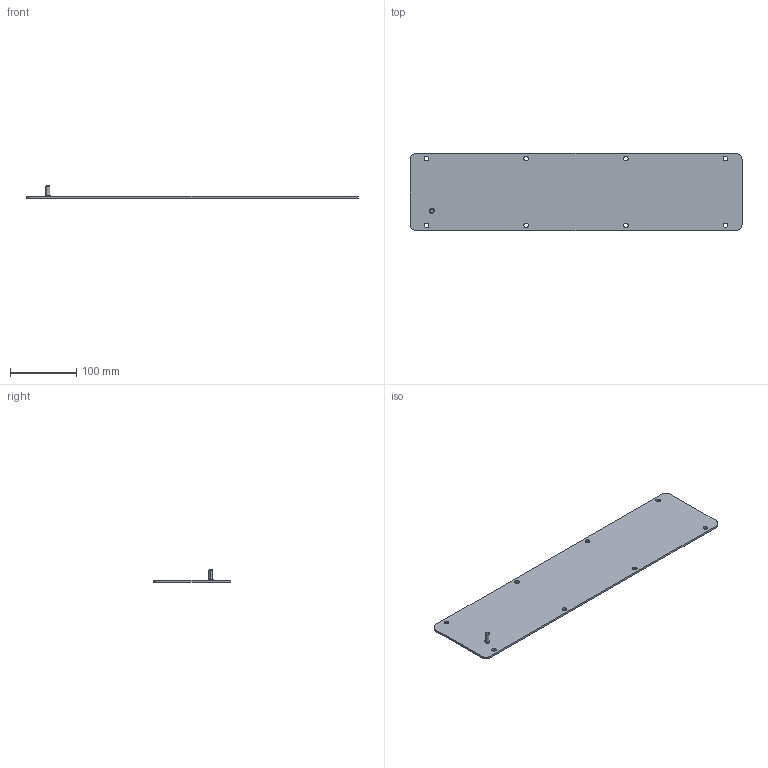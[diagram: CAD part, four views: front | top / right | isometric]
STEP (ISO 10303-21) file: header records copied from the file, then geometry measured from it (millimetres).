
FILE_DESCRIPTION(('CATIA V5R24 STEP','CAx-IF Rec.Pracs.--- Model Styling and Organization---1.2---2011-12-15'),'2;1');
FILE_NAME ('D1461611_0_2024040000_2024040000.stp','2018-02-08T12:52:41+00:00',('none'),('Weidmueller'),'CATIA Version 5-6 Release 2014 SP4 HF52','CATIA V5 STEP AP214','none');
FILE_SCHEMA(('AUTOMOTIVE_DESIGN { 1 0 10303 214 1 1 1 1 }'));
Length unit declared in the file: millimetre
Products named in the file (1): 2024040000
Bounding box: 502 x 117 x 19 mm (x, y, z)
Volume: 175486.9 mm3; surface area: 121171.3 mm2
Topology: 1 solids, 1 shells, 34 faces, 88 edges, 58 vertices
Faces by surface type: cylinder 24, plane 8, cone 2
Entity records: 1404 total; most frequent: CARTESIAN_POINT 507, ORIENTED_EDGE 176, DIRECTION 140, EDGE_CURVE 88, AXIS2_PLACEMENT_3D 69, VERTEX_POINT 58, EDGE_LOOP 52, VECTOR 38
